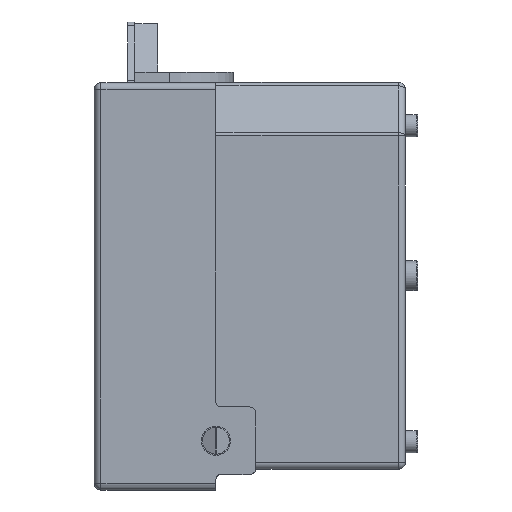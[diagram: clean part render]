
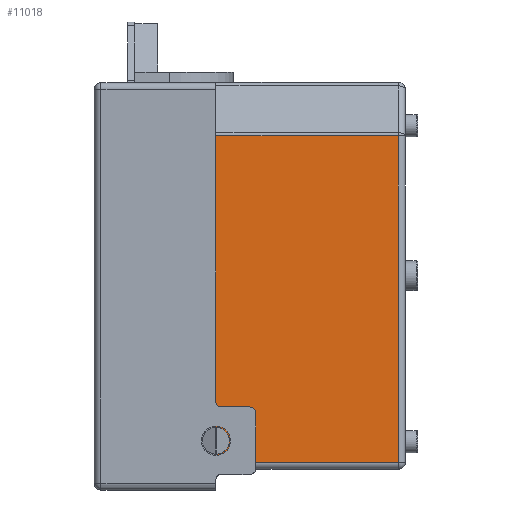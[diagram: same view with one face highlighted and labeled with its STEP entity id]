
A CAD part, left-side view. The second image highlights one B-rep face of the part: STEP entity #11018.
In plain terms, the highlighted planar face has unit normal (-1, 0, 0).
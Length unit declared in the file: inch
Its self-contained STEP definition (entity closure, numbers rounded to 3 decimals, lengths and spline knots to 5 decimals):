
#81 = VERTEX_POINT ( 'NONE', #5753 ) ;
#176 = VECTOR ( 'NONE', #10852, 39.37008 ) ;
#568 = CARTESIAN_POINT ( 'NONE',  ( -2.27, 1.865, 1.192 ) ) ;
#632 = VECTOR ( 'NONE', #9881, 39.37008 ) ;
#815 = EDGE_LOOP ( 'NONE', ( #4507, #8640, #8574, #4283, #6812, #5980, #9412, #16091, #7379, #3409, #13048, #1383 ) ) ;
#1131 = CARTESIAN_POINT ( 'NONE',  ( -2.27, 2.365, -1.222 ) ) ;
#1383 = ORIENTED_EDGE ( 'NONE', *, *, #3708, .T. ) ;
#1539 = AXIS2_PLACEMENT_3D ( 'NONE', #2281, #15223, #7643 ) ;
#2281 = CARTESIAN_POINT ( 'NONE',  ( -2.27, 2.365, 1.237 ) ) ;
#2603 = DIRECTION ( 'NONE',  ( 0., 0., -1. ) ) ;
#2706 = CARTESIAN_POINT ( 'NONE',  ( -2.27, 1.655, -1.442 ) ) ;
#2762 = CARTESIAN_POINT ( 'NONE',  ( -2.27, 1.655, -1.3255 ) ) ;
#3117 = FACE_OUTER_BOUND ( 'NONE', #815, .T. ) ;
#3224 = CARTESIAN_POINT ( 'NONE',  ( -2.27, 2.365, -1.632 ) ) ;
#3318 = CARTESIAN_POINT ( 'NONE',  ( -2.27, 0.06, 1.22256 ) ) ;
#3409 = ORIENTED_EDGE ( 'NONE', *, *, #12466, .T. ) ;
#3421 = LINE ( 'NONE', #12105, #176 ) ;
#3468 = LINE ( 'NONE', #16611, #15699 ) ;
#3507 = LINE ( 'NONE', #10959, #6376 ) ;
#3708 = EDGE_CURVE ( 'NONE', #4740, #11774, #7134, .T. ) ;
#3858 = DIRECTION ( 'NONE',  ( 0., 0., -1. ) ) ;
#3965 = DIRECTION ( 'NONE',  ( 1., 0., 0. ) ) ;
#4280 = EDGE_CURVE ( 'NONE', #10033, #6300, #14930, .T. ) ;
#4283 = ORIENTED_EDGE ( 'NONE', *, *, #4668, .F. ) ;
#4507 = ORIENTED_EDGE ( 'NONE', *, *, #14280, .T. ) ;
#4535 = DIRECTION ( 'NONE',  ( 0., -1., 0. ) ) ;
#4547 = VECTOR ( 'NONE', #11535, 39.37008 ) ;
#4668 = EDGE_CURVE ( 'NONE', #5999, #6315, #3507, .T. ) ;
#4740 = VERTEX_POINT ( 'NONE', #3318 ) ;
#5205 = EDGE_CURVE ( 'NONE', #13357, #7293, #3468, .T. ) ;
#5753 = CARTESIAN_POINT ( 'NONE',  ( -2.27, 0.06, -1.632 ) ) ;
#5830 = CARTESIAN_POINT ( 'NONE',  ( -2.27, 1.655, -1.222 ) ) ;
#5831 = LINE ( 'NONE', #11659, #16666 ) ;
#5980 = ORIENTED_EDGE ( 'NONE', *, *, #5205, .T. ) ;
#5999 = VERTEX_POINT ( 'NONE', #15441 ) ;
#6031 = CARTESIAN_POINT ( 'NONE',  ( -2.27, 1.655, -1.662 ) ) ;
#6051 = VECTOR ( 'NONE', #9809, 39.37008 ) ;
#6249 = EDGE_CURVE ( 'NONE', #13357, #5999, #3421, .T. ) ;
#6300 = VERTEX_POINT ( 'NONE', #10792 ) ;
#6315 = VERTEX_POINT ( 'NONE', #568 ) ;
#6376 = VECTOR ( 'NONE', #13766, 39.37008 ) ;
#6667 = EDGE_CURVE ( 'NONE', #6315, #8014, #7063, .T. ) ;
#6691 = DIRECTION ( 'NONE',  ( 0., 1., 0. ) ) ;
#6802 = CARTESIAN_POINT ( 'NONE',  ( -2.27, 2.365, 1.632 ) ) ;
#6812 = ORIENTED_EDGE ( 'NONE', *, *, #6249, .F. ) ;
#7009 = LINE ( 'NONE', #6031, #4547 ) ;
#7046 = VECTOR ( 'NONE', #4535, 39.37008 ) ;
#7063 = LINE ( 'NONE', #13838, #6051 ) ;
#7134 = LINE ( 'NONE', #13825, #632 ) ;
#7293 = VERTEX_POINT ( 'NONE', #5830 ) ;
#7379 = ORIENTED_EDGE ( 'NONE', *, *, #8377, .T. ) ;
#7643 = DIRECTION ( 'NONE',  ( 0., 0., -1. ) ) ;
#7715 = DIRECTION ( 'NONE',  ( 0., 0., 1. ) ) ;
#8014 = VERTEX_POINT ( 'NONE', #10692 ) ;
#8377 = EDGE_CURVE ( 'NONE', #6300, #10104, #7009, .T. ) ;
#8541 = VERTEX_POINT ( 'NONE', #15758 ) ;
#8574 = ORIENTED_EDGE ( 'NONE', *, *, #6667, .F. ) ;
#8640 = ORIENTED_EDGE ( 'NONE', *, *, #8651, .T. ) ;
#8651 = EDGE_CURVE ( 'NONE', #8541, #8014, #13427, .T. ) ;
#8789 = DIRECTION ( 'NONE',  ( 0., -1., 0. ) ) ;
#8846 = CARTESIAN_POINT ( 'NONE',  ( -2.27, 0.06, 1.237 ) ) ;
#8890 = PLANE ( 'NONE',  #1539 ) ;
#8925 = EDGE_CURVE ( 'NONE', #81, #4740, #16715, .T. ) ;
#9215 = VECTOR ( 'NONE', #11894, 39.37008 ) ;
#9412 = ORIENTED_EDGE ( 'NONE', *, *, #9476, .T. ) ;
#9476 = EDGE_CURVE ( 'NONE', #7293, #10033, #5831, .T. ) ;
#9809 = DIRECTION ( 'NONE',  ( 0., 0., 1. ) ) ;
#9881 = DIRECTION ( 'NONE',  ( 0., 1., 0. ) ) ;
#9951 = VECTOR ( 'NONE', #6691, 39.37008 ) ;
#10033 = VERTEX_POINT ( 'NONE', #2762 ) ;
#10104 = VERTEX_POINT ( 'NONE', #14724 ) ;
#10573 = CARTESIAN_POINT ( 'NONE',  ( -2.27, 1.805, 1.237 ) ) ;
#10692 = CARTESIAN_POINT ( 'NONE',  ( -2.27, 1.865, 1.632 ) ) ;
#10792 = CARTESIAN_POINT ( 'NONE',  ( -2.27, 1.655, -1.5585 ) ) ;
#10852 = DIRECTION ( 'NONE',  ( 0., 0., 1. ) ) ;
#10959 = CARTESIAN_POINT ( 'NONE',  ( -2.27, 2.365, 1.192 ) ) ;
#11018 = ADVANCED_FACE ( 'NONE', ( #3117 ), #8890, .F. ) ;
#11535 = DIRECTION ( 'NONE',  ( 0., 0., -1. ) ) ;
#11659 = CARTESIAN_POINT ( 'NONE',  ( -2.27, 1.655, -1.662 ) ) ;
#11774 = VERTEX_POINT ( 'NONE', #15930 ) ;
#11894 = DIRECTION ( 'NONE',  ( 0., 0., 1. ) ) ;
#12105 = CARTESIAN_POINT ( 'NONE',  ( -2.27, 2.365, 1.237 ) ) ;
#12194 = VECTOR ( 'NONE', #7715, 39.37008 ) ;
#12260 = LINE ( 'NONE', #10573, #9215 ) ;
#12466 = EDGE_CURVE ( 'NONE', #10104, #81, #13997, .T. ) ;
#12563 = AXIS2_PLACEMENT_3D ( 'NONE', #2706, #3965, #2603 ) ;
#13048 = ORIENTED_EDGE ( 'NONE', *, *, #8925, .T. ) ;
#13357 = VERTEX_POINT ( 'NONE', #1131 ) ;
#13427 = LINE ( 'NONE', #6802, #9951 ) ;
#13766 = DIRECTION ( 'NONE',  ( 0., -1., 0. ) ) ;
#13825 = CARTESIAN_POINT ( 'NONE',  ( -2.27, 2.365, 1.22256 ) ) ;
#13838 = CARTESIAN_POINT ( 'NONE',  ( -2.27, 1.865, 1.692 ) ) ;
#13997 = LINE ( 'NONE', #3224, #7046 ) ;
#14280 = EDGE_CURVE ( 'NONE', #11774, #8541, #12260, .T. ) ;
#14724 = CARTESIAN_POINT ( 'NONE',  ( -2.27, 1.655, -1.632 ) ) ;
#14930 = CIRCLE ( 'NONE', #12563, 0.1165 ) ;
#15223 = DIRECTION ( 'NONE',  ( 1., 0., 0. ) ) ;
#15441 = CARTESIAN_POINT ( 'NONE',  ( -2.27, 2.365, 1.192 ) ) ;
#15699 = VECTOR ( 'NONE', #8789, 39.37008 ) ;
#15758 = CARTESIAN_POINT ( 'NONE',  ( -2.27, 1.805, 1.632 ) ) ;
#15930 = CARTESIAN_POINT ( 'NONE',  ( -2.27, 1.805, 1.22256 ) ) ;
#16091 = ORIENTED_EDGE ( 'NONE', *, *, #4280, .T. ) ;
#16611 = CARTESIAN_POINT ( 'NONE',  ( -2.27, 2.365, -1.222 ) ) ;
#16666 = VECTOR ( 'NONE', #3858, 39.37008 ) ;
#16715 = LINE ( 'NONE', #8846, #12194 ) ;
